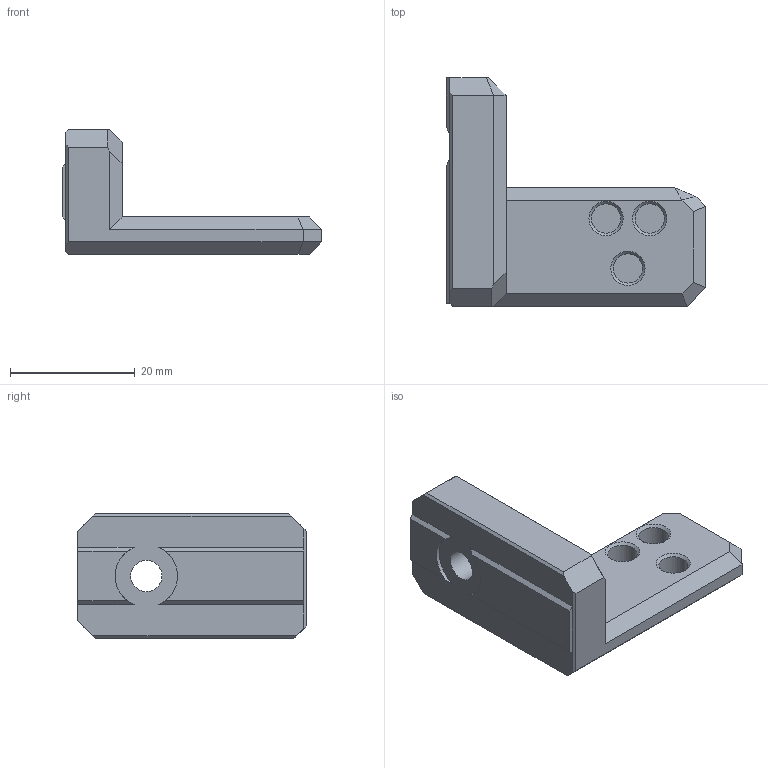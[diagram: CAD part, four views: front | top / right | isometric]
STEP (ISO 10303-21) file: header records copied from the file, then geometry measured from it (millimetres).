
FILE_DESCRIPTION(/* description */ (''),/* implementation_level */ '2;1');
FILE_NAME(/* name */ 'Z Axis_Z drag chain mount A v2.step',/* time_stamp */ '2024-02-10T14:30:12-05:00',/* author */ (''),/* organization */ (''),/* preprocessor_version */ 'ST-DEVELOPER v20',/* originating_system */ 'Autodesk Translation Framework v12.20.1.177',/* authorisation */ '');
FILE_SCHEMA (('AUTOMOTIVE_DESIGN { 1 0 10303 214 3 1 1 }'));
Length unit declared in the file: millimetre
Products named in the file (2): Z Axis_Z drag chain mount A; Component3
Assembly tree (1 placements, depth 2):
  Z Axis_Z drag chain mount A
    Component3
Bounding box: 41.6 x 36.6 x 20 mm (x, y, z)
Volume: 9148 mm3; surface area: 4017.4 mm2
Topology: 1 solids, 1 shells, 58 faces, 133 edges, 81 vertices
Faces by surface type: plane 48, cylinder 7, cone 3
Full cylindrical faces by diameter (mm): 4.7 x3, 5 x1, 10 x1
Entity records: 1658 total; most frequent: DIRECTION 276, CARTESIAN_POINT 275, ORIENTED_EDGE 266, EDGE_CURVE 133, LINE 112, VECTOR 112, AXIS2_PLACEMENT_3D 82, VERTEX_POINT 81
